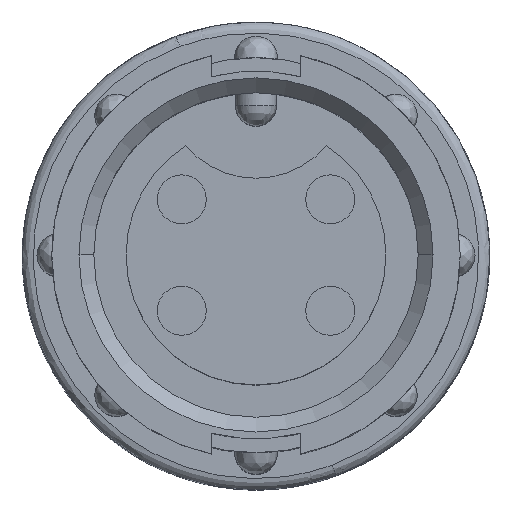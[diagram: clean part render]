
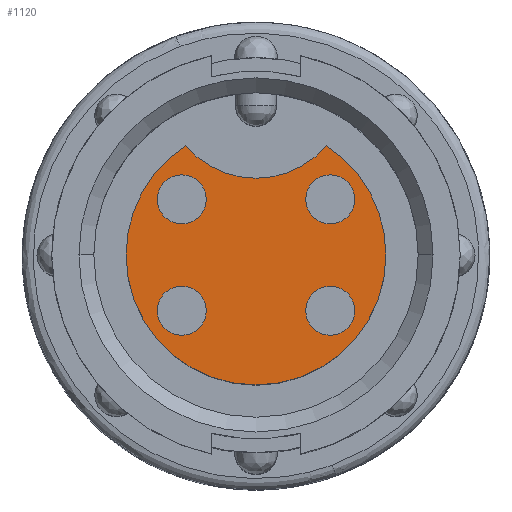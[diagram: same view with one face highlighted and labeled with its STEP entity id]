
A CAD part, top view. The second image highlights one B-rep face of the part: STEP entity #1120.
In plain terms, the highlighted planar face has unit normal (0, 0, 1).
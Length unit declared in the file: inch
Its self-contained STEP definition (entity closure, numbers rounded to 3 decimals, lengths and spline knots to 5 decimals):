
#58 = CARTESIAN_POINT ( 'NONE',  ( -0.133, 0.075, -0.065 ) ) ;
#394 = VERTEX_POINT ( 'NONE', #8046 ) ;
#430 = ORIENTED_EDGE ( 'NONE', *, *, #5395, .T. ) ;
#482 = DIRECTION ( 'NONE',  ( 1., 0., 0. ) ) ;
#534 = DIRECTION ( 'NONE',  ( 1., 0., 0. ) ) ;
#942 = CARTESIAN_POINT ( 'NONE',  ( -0.1, -0.075, -0.065 ) ) ;
#960 = ORIENTED_EDGE ( 'NONE', *, *, #4283, .F. ) ;
#1080 = AXIS2_PLACEMENT_3D ( 'NONE', #7046, #6561, #6248 ) ;
#1113 = EDGE_CURVE ( 'NONE', #5548, #4117, #8737, .T. ) ;
#1115 = CIRCLE ( 'NONE', #6064, 0.033 ) ;
#1120 = ADVANCED_FACE ( 'NONE', ( #8483, #2366, #4520, #4273, #2107 ), #4466, .F. ) ;
#1335 = CIRCLE ( 'NONE', #9818, 0.033 ) ;
#1363 = VERTEX_POINT ( 'NONE', #2055 ) ;
#1374 = DIRECTION ( 'NONE',  ( 0., 0., 1. ) ) ;
#1475 = CARTESIAN_POINT ( 'NONE',  ( -0.1, -0.075, -0.065 ) ) ;
#1647 = EDGE_CURVE ( 'NONE', #3946, #2631, #2236, .T. ) ;
#1682 = ORIENTED_EDGE ( 'NONE', *, *, #2442, .F. ) ;
#1773 = CARTESIAN_POINT ( 'NONE',  ( 0.09484, 0.14707, -0.065 ) ) ;
#1778 = DIRECTION ( 'NONE',  ( 1., 0., 0. ) ) ;
#1969 = EDGE_LOOP ( 'NONE', ( #4775, #9430 ) ) ;
#1999 = CARTESIAN_POINT ( 'NONE',  ( 0.1, 0.075, -0.065 ) ) ;
#2053 = CARTESIAN_POINT ( 'NONE',  ( 0., 0., -0.065 ) ) ;
#2055 = CARTESIAN_POINT ( 'NONE',  ( 0.175, 0., -0.065 ) ) ;
#2059 = CARTESIAN_POINT ( 'NONE',  ( 0., 0., -0.065 ) ) ;
#2107 = FACE_OUTER_BOUND ( 'NONE', #7066, .T. ) ;
#2236 = CIRCLE ( 'NONE', #1080, 0.033 ) ;
#2289 = DIRECTION ( 'NONE',  ( 1., 0., 0. ) ) ;
#2366 = FACE_BOUND ( 'NONE', #9561, .T. ) ;
#2419 = CARTESIAN_POINT ( 'NONE',  ( 0.133, -0.075, -0.065 ) ) ;
#2442 = EDGE_CURVE ( 'NONE', #7183, #9377, #8473, .T. ) ;
#2631 = VERTEX_POINT ( 'NONE', #58 ) ;
#2768 = CIRCLE ( 'NONE', #5833, 0.033 ) ;
#2788 = EDGE_LOOP ( 'NONE', ( #9821, #8567 ) ) ;
#2834 = EDGE_CURVE ( 'NONE', #2631, #3946, #1335, .T. ) ;
#2869 = DIRECTION ( 'NONE',  ( 1., 0., 0. ) ) ;
#2874 = DIRECTION ( 'NONE',  ( 1., 0., 0. ) ) ;
#2903 = CIRCLE ( 'NONE', #6652, 0.033 ) ;
#3056 = AXIS2_PLACEMENT_3D ( 'NONE', #2059, #7699, #2874 ) ;
#3249 = AXIS2_PLACEMENT_3D ( 'NONE', #1999, #1374, #482 ) ;
#3437 = EDGE_CURVE ( 'NONE', #3908, #1363, #9476, .T. ) ;
#3734 = EDGE_CURVE ( 'NONE', #9377, #7183, #2903, .T. ) ;
#3780 = CARTESIAN_POINT ( 'NONE',  ( 0., 0.2285, -0.065 ) ) ;
#3804 = CIRCLE ( 'NONE', #4751, 0.175 ) ;
#3908 = VERTEX_POINT ( 'NONE', #1773 ) ;
#3946 = VERTEX_POINT ( 'NONE', #8958 ) ;
#3974 = CARTESIAN_POINT ( 'NONE',  ( -0.175, 0., -0.065 ) ) ;
#4011 = CARTESIAN_POINT ( 'NONE',  ( 0.1, -0.075, -0.065 ) ) ;
#4084 = DIRECTION ( 'NONE',  ( 0., 0., 1. ) ) ;
#4117 = VERTEX_POINT ( 'NONE', #9058 ) ;
#4250 = ORIENTED_EDGE ( 'NONE', *, *, #6288, .F. ) ;
#4271 = CARTESIAN_POINT ( 'NONE',  ( 0.133, 0.075, -0.065 ) ) ;
#4273 = FACE_BOUND ( 'NONE', #2788, .T. ) ;
#4283 = EDGE_CURVE ( 'NONE', #8296, #7207, #5449, .T. ) ;
#4324 = EDGE_CURVE ( 'NONE', #4117, #5548, #1115, .T. ) ;
#4444 = CARTESIAN_POINT ( 'NONE',  ( 0.067, 0.075, -0.065 ) ) ;
#4466 = PLANE ( 'NONE',  #10410 ) ;
#4521 = EDGE_CURVE ( 'NONE', #7207, #8296, #2768, .T. ) ;
#4520 = FACE_BOUND ( 'NONE', #5947, .T. ) ;
#4589 = DIRECTION ( 'NONE',  ( 1., 0., 0. ) ) ;
#4639 = AXIS2_PLACEMENT_3D ( 'NONE', #3780, #9336, #4589 ) ;
#4702 = CARTESIAN_POINT ( 'NONE',  ( 0.1, -0.075, -0.065 ) ) ;
#4708 = DIRECTION ( 'NONE',  ( 0., 0., 1. ) ) ;
#4751 = AXIS2_PLACEMENT_3D ( 'NONE', #2053, #7694, #2869 ) ;
#4775 = ORIENTED_EDGE ( 'NONE', *, *, #1113, .F. ) ;
#4830 = DIRECTION ( 'NONE',  ( 1., 0., 0. ) ) ;
#5302 = CIRCLE ( 'NONE', #3056, 0.175 ) ;
#5344 = EDGE_CURVE ( 'NONE', #1363, #5930, #3804, .T. ) ;
#5395 = EDGE_CURVE ( 'NONE', #3908, #394, #5711, .T. ) ;
#5426 = DIRECTION ( 'NONE',  ( 0., 0., -1. ) ) ;
#5449 = CIRCLE ( 'NONE', #6092, 0.033 ) ;
#5548 = VERTEX_POINT ( 'NONE', #2419 ) ;
#5711 = CIRCLE ( 'NONE', #4639, 0.125 ) ;
#5833 = AXIS2_PLACEMENT_3D ( 'NONE', #942, #6642, #1778 ) ;
#5930 = VERTEX_POINT ( 'NONE', #3974 ) ;
#5947 = EDGE_LOOP ( 'NONE', ( #1682, #7662 ) ) ;
#6064 = AXIS2_PLACEMENT_3D ( 'NONE', #4011, #9563, #4830 ) ;
#6092 = AXIS2_PLACEMENT_3D ( 'NONE', #1475, #7133, #2289 ) ;
#6248 = DIRECTION ( 'NONE',  ( 1., 0., 0. ) ) ;
#6288 = EDGE_CURVE ( 'NONE', #5930, #394, #5302, .T. ) ;
#6411 = DIRECTION ( 'NONE',  ( 0., 0., -1. ) ) ;
#6561 = DIRECTION ( 'NONE',  ( 0., 0., 1. ) ) ;
#6642 = DIRECTION ( 'NONE',  ( 0., 0., 1. ) ) ;
#6652 = AXIS2_PLACEMENT_3D ( 'NONE', #8824, #4084, #9633 ) ;
#6880 = AXIS2_PLACEMENT_3D ( 'NONE', #10161, #5426, #534 ) ;
#6886 = CARTESIAN_POINT ( 'NONE',  ( 0., 0., -0.065 ) ) ;
#7036 = DIRECTION ( 'NONE',  ( -1., 0., 0. ) ) ;
#7046 = CARTESIAN_POINT ( 'NONE',  ( -0.1, 0.075, -0.065 ) ) ;
#7066 = EDGE_LOOP ( 'NONE', ( #10351, #430, #4250, #9758 ) ) ;
#7081 = ORIENTED_EDGE ( 'NONE', *, *, #4521, .F. ) ;
#7133 = DIRECTION ( 'NONE',  ( 0., 0., 1. ) ) ;
#7183 = VERTEX_POINT ( 'NONE', #4271 ) ;
#7207 = VERTEX_POINT ( 'NONE', #7388 ) ;
#7327 = DIRECTION ( 'NONE',  ( 1., 0., 0. ) ) ;
#7358 = DIRECTION ( 'NONE',  ( 0., 0., 1. ) ) ;
#7388 = CARTESIAN_POINT ( 'NONE',  ( -0.067, -0.075, -0.065 ) ) ;
#7420 = CARTESIAN_POINT ( 'NONE',  ( -0.1, 0.075, -0.065 ) ) ;
#7662 = ORIENTED_EDGE ( 'NONE', *, *, #3734, .F. ) ;
#7694 = DIRECTION ( 'NONE',  ( 0., 0., -1. ) ) ;
#7699 = DIRECTION ( 'NONE',  ( 0., 0., -1. ) ) ;
#7794 = AXIS2_PLACEMENT_3D ( 'NONE', #4702, #4708, #9958 ) ;
#8046 = CARTESIAN_POINT ( 'NONE',  ( -0.09484, 0.14707, -0.065 ) ) ;
#8296 = VERTEX_POINT ( 'NONE', #8682 ) ;
#8473 = CIRCLE ( 'NONE', #3249, 0.033 ) ;
#8483 = FACE_BOUND ( 'NONE', #1969, .T. ) ;
#8567 = ORIENTED_EDGE ( 'NONE', *, *, #2834, .F. ) ;
#8682 = CARTESIAN_POINT ( 'NONE',  ( -0.133, -0.075, -0.065 ) ) ;
#8737 = CIRCLE ( 'NONE', #7794, 0.033 ) ;
#8824 = CARTESIAN_POINT ( 'NONE',  ( 0.1, 0.075, -0.065 ) ) ;
#8958 = CARTESIAN_POINT ( 'NONE',  ( -0.067, 0.075, -0.065 ) ) ;
#9058 = CARTESIAN_POINT ( 'NONE',  ( 0.067, -0.075, -0.065 ) ) ;
#9336 = DIRECTION ( 'NONE',  ( 0., 0., -1. ) ) ;
#9377 = VERTEX_POINT ( 'NONE', #4444 ) ;
#9430 = ORIENTED_EDGE ( 'NONE', *, *, #4324, .F. ) ;
#9476 = CIRCLE ( 'NONE', #6880, 0.175 ) ;
#9561 = EDGE_LOOP ( 'NONE', ( #7081, #960 ) ) ;
#9563 = DIRECTION ( 'NONE',  ( 0., 0., 1. ) ) ;
#9633 = DIRECTION ( 'NONE',  ( 1., 0., 0. ) ) ;
#9758 = ORIENTED_EDGE ( 'NONE', *, *, #5344, .F. ) ;
#9818 = AXIS2_PLACEMENT_3D ( 'NONE', #7420, #7358, #7327 ) ;
#9821 = ORIENTED_EDGE ( 'NONE', *, *, #1647, .F. ) ;
#9958 = DIRECTION ( 'NONE',  ( 1., 0., 0. ) ) ;
#10161 = CARTESIAN_POINT ( 'NONE',  ( 0., 0., -0.065 ) ) ;
#10351 = ORIENTED_EDGE ( 'NONE', *, *, #3437, .F. ) ;
#10410 = AXIS2_PLACEMENT_3D ( 'NONE', #6886, #6411, #7036 ) ;
